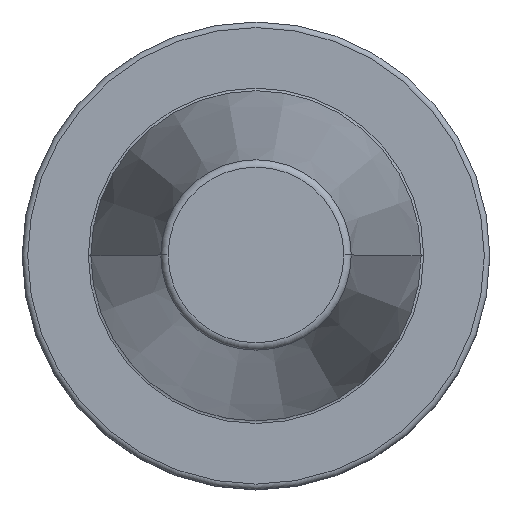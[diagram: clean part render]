
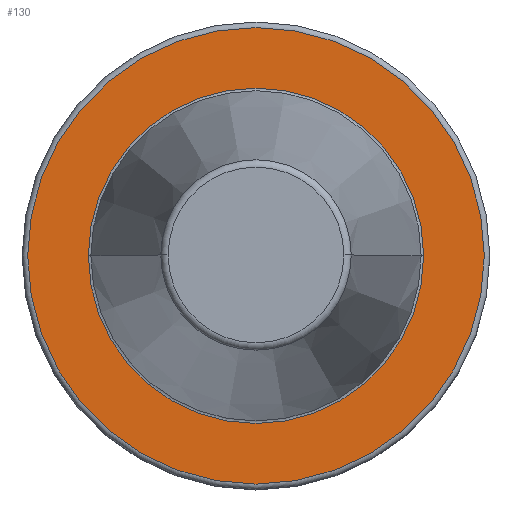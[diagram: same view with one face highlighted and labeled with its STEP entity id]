
A CAD part, top view. The second image highlights one B-rep face of the part: STEP entity #130.
In plain terms, the highlighted planar face has unit normal (0, 0, 1).
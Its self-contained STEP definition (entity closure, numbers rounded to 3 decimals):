
#53=PLANE('',#981);
#74=FACE_BOUND('',#251,.T.);
#75=FACE_BOUND('',#252,.T.);
#130=ADVANCED_FACE('',(#74,#75),#53,.F.);
#251=EDGE_LOOP('',(#449));
#252=EDGE_LOOP('',(#450,#451));
#292=CIRCLE('',#919,22.563);
#294=CIRCLE('',#922,22.563);
#329=CIRCLE('',#977,30.725);
#449=ORIENTED_EDGE('',*,*,#732,.T.);
#450=ORIENTED_EDGE('',*,*,#681,.T.);
#451=ORIENTED_EDGE('',*,*,#679,.T.);
#600=VERTEX_POINT('',#1343);
#603=VERTEX_POINT('',#1348);
#635=VERTEX_POINT('',#1454);
#679=EDGE_CURVE('',#600,#603,#292,.T.);
#681=EDGE_CURVE('',#603,#600,#294,.T.);
#732=EDGE_CURVE('',#635,#635,#329,.T.);
#919=AXIS2_PLACEMENT_3D('',#1349,#1059,#1060);
#922=AXIS2_PLACEMENT_3D('',#1352,#1065,#1066);
#977=AXIS2_PLACEMENT_3D('',#1455,#1191,#1192);
#981=AXIS2_PLACEMENT_3D('',#1459,#1199,#1200);
#1059=DIRECTION('',(0.,0.,-1.));
#1060=DIRECTION('',(-1.,0.,0.));
#1065=DIRECTION('',(0.,0.,-1.));
#1066=DIRECTION('',(-1.,0.,0.));
#1191=DIRECTION('',(0.,0.,1.));
#1192=DIRECTION('',(-1.,0.,0.));
#1199=DIRECTION('',(0.,0.,-1.));
#1200=DIRECTION('',(1.,0.,0.));
#1343=CARTESIAN_POINT('',(-22.563,0.,-2.));
#1348=CARTESIAN_POINT('',(22.563,0.,-2.));
#1349=CARTESIAN_POINT('',(0.,0.,-2.));
#1352=CARTESIAN_POINT('',(0.,0.,-2.));
#1454=CARTESIAN_POINT('',(-30.725,0.,-2.));
#1455=CARTESIAN_POINT('',(0.,0.,-2.));
#1459=CARTESIAN_POINT('',(0.,31.475,-2.));
